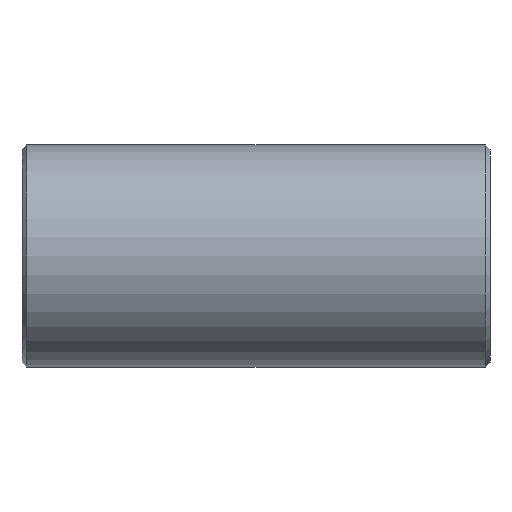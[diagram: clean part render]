
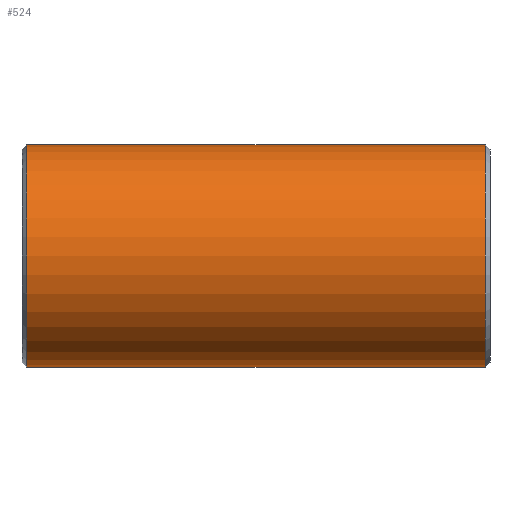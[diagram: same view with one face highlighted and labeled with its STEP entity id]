
A CAD part, front view. The second image highlights one B-rep face of the part: STEP entity #524.
In plain terms, the highlighted cylindrical face has radius 30.163 mm (diameter 60.325 mm), a partial arc.
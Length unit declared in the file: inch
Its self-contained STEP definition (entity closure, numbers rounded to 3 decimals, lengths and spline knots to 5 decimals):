
#5 = ORIENTED_EDGE ( 'NONE', *, *, #186, .F. ) ;
#6 = DIRECTION ( 'NONE',  ( -1., 0., 0. ) ) ;
#24 = CARTESIAN_POINT ( 'NONE',  ( 2.5, 0., 0. ) ) ;
#38 = LINE ( 'NONE', #588, #551 ) ;
#56 = VERTEX_POINT ( 'NONE', #108 ) ;
#79 = DIRECTION ( 'NONE',  ( 1., 0., 0. ) ) ;
#81 = DIRECTION ( 'NONE',  ( -1., 0., 0. ) ) ;
#85 = CARTESIAN_POINT ( 'NONE',  ( 0., 0., -1.1875 ) ) ;
#90 = CARTESIAN_POINT ( 'NONE',  ( 2.44867, 0., 0. ) ) ;
#102 = VERTEX_POINT ( 'NONE', #152 ) ;
#108 = CARTESIAN_POINT ( 'NONE',  ( -2.44867, 0., 1.1875 ) ) ;
#141 = VECTOR ( 'NONE', #502, 39.37008 ) ;
#143 = EDGE_CURVE ( 'NONE', #56, #496, #413, .T. ) ;
#152 = CARTESIAN_POINT ( 'NONE',  ( 2.44867, 0., 1.1875 ) ) ;
#157 = VERTEX_POINT ( 'NONE', #85 ) ;
#166 = EDGE_CURVE ( 'NONE', #235, #56, #313, .T. ) ;
#171 = CARTESIAN_POINT ( 'NONE',  ( 2.5, 0., 1.1875 ) ) ;
#174 = DIRECTION ( 'NONE',  ( -1., 0., 0. ) ) ;
#176 = ORIENTED_EDGE ( 'NONE', *, *, #396, .T. ) ;
#178 = EDGE_CURVE ( 'NONE', #102, #235, #38, .T. ) ;
#186 = EDGE_CURVE ( 'NONE', #464, #157, #401, .T. ) ;
#193 = VECTOR ( 'NONE', #219, 39.37008 ) ;
#199 = CARTESIAN_POINT ( 'NONE',  ( -2.44867, 0., -1.1875 ) ) ;
#210 = CARTESIAN_POINT ( 'NONE',  ( 0., 0., 1.1875 ) ) ;
#215 = ORIENTED_EDGE ( 'NONE', *, *, #391, .F. ) ;
#219 = DIRECTION ( 'NONE',  ( -1., 0., 0. ) ) ;
#220 = AXIS2_PLACEMENT_3D ( 'NONE', #534, #79, #444 ) ;
#235 = VERTEX_POINT ( 'NONE', #210 ) ;
#236 = VECTOR ( 'NONE', #174, 39.37008 ) ;
#250 = AXIS2_PLACEMENT_3D ( 'NONE', #24, #572, #298 ) ;
#274 = DIRECTION ( 'NONE',  ( 0., 0., -1. ) ) ;
#298 = DIRECTION ( 'NONE',  ( 0., 0., 1. ) ) ;
#313 = LINE ( 'NONE', #171, #193 ) ;
#327 = ORIENTED_EDGE ( 'NONE', *, *, #143, .T. ) ;
#347 = CARTESIAN_POINT ( 'NONE',  ( 2.5, 0., -1.1875 ) ) ;
#362 = CIRCLE ( 'NONE', #538, 1.1875 ) ;
#377 = FACE_OUTER_BOUND ( 'NONE', #415, .T. ) ;
#391 = EDGE_CURVE ( 'NONE', #157, #496, #467, .T. ) ;
#396 = EDGE_CURVE ( 'NONE', #464, #102, #362, .T. ) ;
#401 = LINE ( 'NONE', #347, #236 ) ;
#413 = CIRCLE ( 'NONE', #220, 1.1875 ) ;
#415 = EDGE_LOOP ( 'NONE', ( #5, #176, #454, #470, #327, #215 ) ) ;
#444 = DIRECTION ( 'NONE',  ( 0., 0., 1. ) ) ;
#454 = ORIENTED_EDGE ( 'NONE', *, *, #178, .T. ) ;
#464 = VERTEX_POINT ( 'NONE', #565 ) ;
#467 = LINE ( 'NONE', #595, #141 ) ;
#470 = ORIENTED_EDGE ( 'NONE', *, *, #166, .T. ) ;
#496 = VERTEX_POINT ( 'NONE', #199 ) ;
#502 = DIRECTION ( 'NONE',  ( -1., 0., 0. ) ) ;
#524 = ADVANCED_FACE ( 'NONE', ( #377 ), #562, .T. ) ;
#534 = CARTESIAN_POINT ( 'NONE',  ( -2.44867, 0., 0. ) ) ;
#538 = AXIS2_PLACEMENT_3D ( 'NONE', #90, #6, #274 ) ;
#551 = VECTOR ( 'NONE', #81, 39.37008 ) ;
#562 = CYLINDRICAL_SURFACE ( 'NONE', #250, 1.1875 ) ;
#565 = CARTESIAN_POINT ( 'NONE',  ( 2.44867, 0., -1.1875 ) ) ;
#572 = DIRECTION ( 'NONE',  ( -1., 0., 0. ) ) ;
#588 = CARTESIAN_POINT ( 'NONE',  ( 2.5, 0., 1.1875 ) ) ;
#595 = CARTESIAN_POINT ( 'NONE',  ( 2.5, 0., -1.1875 ) ) ;
